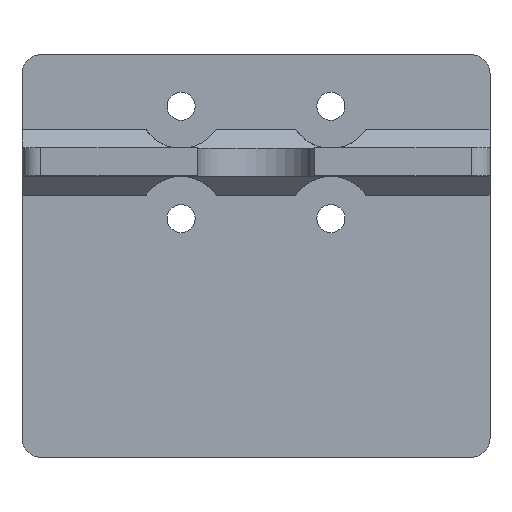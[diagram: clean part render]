
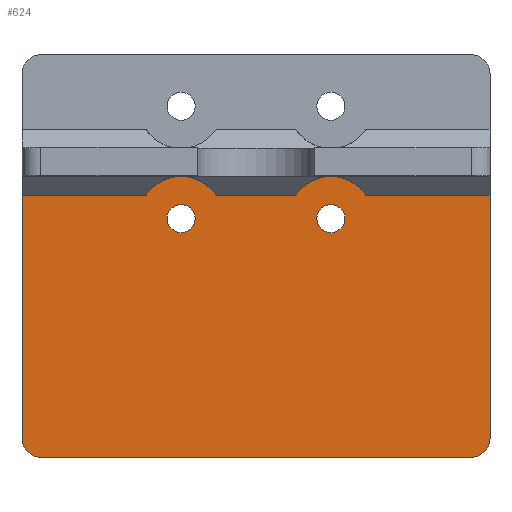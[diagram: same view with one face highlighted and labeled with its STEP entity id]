
A CAD part, top view. The second image highlights one B-rep face of the part: STEP entity #624.
In plain terms, the highlighted planar face has unit normal (0, 0, 1).
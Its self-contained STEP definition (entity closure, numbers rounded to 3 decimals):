
#25=FACE_BOUND('',#92,.T.);
#26=FACE_BOUND('',#93,.T.);
#34=PLANE('',#681);
#55=FACE_OUTER_BOUND('',#91,.T.);
#91=EDGE_LOOP('',(#454,#455,#456,#457,#458,#459,#460,#461,#462,#463));
#92=EDGE_LOOP('',(#464));
#93=EDGE_LOOP('',(#465));
#134=LINE('',#955,#192);
#143=LINE('',#987,#201);
#146=LINE('',#993,#204);
#147=LINE('',#997,#205);
#148=LINE('',#1001,#206);
#149=LINE('',#1003,#207);
#192=VECTOR('',#753,10.);
#201=VECTOR('',#782,10.);
#204=VECTOR('',#787,10.);
#205=VECTOR('',#790,10.);
#206=VECTOR('',#793,10.);
#207=VECTOR('',#794,10.);
#249=CIRCLE('',#678,2.);
#251=CIRCLE('',#682,4.5);
#252=CIRCLE('',#683,4.5);
#253=CIRCLE('',#684,2.);
#254=CIRCLE('',#685,1.5);
#255=CIRCLE('',#686,1.5);
#277=VERTEX_POINT('',#952);
#278=VERTEX_POINT('',#954);
#289=VERTEX_POINT('',#980);
#291=VERTEX_POINT('',#986);
#293=VERTEX_POINT('',#992);
#294=VERTEX_POINT('',#994);
#295=VERTEX_POINT('',#996);
#296=VERTEX_POINT('',#998);
#297=VERTEX_POINT('',#1000);
#298=VERTEX_POINT('',#1002);
#299=VERTEX_POINT('',#1005);
#300=VERTEX_POINT('',#1007);
#338=EDGE_CURVE('',#278,#277,#134,.T.);
#351=EDGE_CURVE('',#278,#289,#249,.T.);
#354=EDGE_CURVE('',#291,#289,#143,.T.);
#357=EDGE_CURVE('',#293,#277,#146,.T.);
#358=EDGE_CURVE('',#293,#294,#251,.T.);
#359=EDGE_CURVE('',#295,#294,#147,.T.);
#360=EDGE_CURVE('',#295,#296,#252,.T.);
#361=EDGE_CURVE('',#297,#296,#148,.T.);
#362=EDGE_CURVE('',#297,#298,#149,.T.);
#363=EDGE_CURVE('',#291,#298,#253,.T.);
#364=EDGE_CURVE('',#299,#299,#254,.T.);
#365=EDGE_CURVE('',#300,#300,#255,.T.);
#454=ORIENTED_EDGE('',*,*,#351,.F.);
#455=ORIENTED_EDGE('',*,*,#338,.T.);
#456=ORIENTED_EDGE('',*,*,#357,.F.);
#457=ORIENTED_EDGE('',*,*,#358,.T.);
#458=ORIENTED_EDGE('',*,*,#359,.F.);
#459=ORIENTED_EDGE('',*,*,#360,.T.);
#460=ORIENTED_EDGE('',*,*,#361,.F.);
#461=ORIENTED_EDGE('',*,*,#362,.T.);
#462=ORIENTED_EDGE('',*,*,#363,.F.);
#463=ORIENTED_EDGE('',*,*,#354,.T.);
#464=ORIENTED_EDGE('',*,*,#364,.T.);
#465=ORIENTED_EDGE('',*,*,#365,.T.);
#624=ADVANCED_FACE('',(#55,#25,#26),#34,.T.);
#678=AXIS2_PLACEMENT_3D('',#981,#775,#776);
#681=AXIS2_PLACEMENT_3D('',#991,#785,#786);
#682=AXIS2_PLACEMENT_3D('',#995,#788,#789);
#683=AXIS2_PLACEMENT_3D('',#999,#791,#792);
#684=AXIS2_PLACEMENT_3D('',#1004,#795,#796);
#685=AXIS2_PLACEMENT_3D('',#1006,#797,#798);
#686=AXIS2_PLACEMENT_3D('',#1008,#799,#800);
#753=DIRECTION('',(0.,1.,0.));
#775=DIRECTION('center_axis',(0.,0.,-1.));
#776=DIRECTION('ref_axis',(0.707,-0.707,0.));
#782=DIRECTION('',(1.,0.,0.));
#785=DIRECTION('center_axis',(0.,0.,1.));
#786=DIRECTION('ref_axis',(1.,0.,0.));
#787=DIRECTION('',(1.,0.,0.));
#788=DIRECTION('center_axis',(0.,0.,1.));
#789=DIRECTION('ref_axis',(-1.,0.,0.));
#790=DIRECTION('',(1.,0.,0.));
#791=DIRECTION('center_axis',(0.,0.,1.));
#792=DIRECTION('ref_axis',(-1.,0.,0.));
#793=DIRECTION('',(1.,0.,0.));
#794=DIRECTION('',(0.,-1.,0.));
#795=DIRECTION('center_axis',(0.,0.,-1.));
#796=DIRECTION('ref_axis',(-0.707,-0.707,0.));
#797=DIRECTION('center_axis',(0.,0.,-1.));
#798=DIRECTION('ref_axis',(-1.,0.,0.));
#799=DIRECTION('center_axis',(0.,0.,-1.));
#800=DIRECTION('ref_axis',(-1.,0.,0.));
#952=CARTESIAN_POINT('',(25.,6.5,3.));
#954=CARTESIAN_POINT('',(25.,-19.5,3.));
#955=CARTESIAN_POINT('',(25.,-21.5,3.));
#980=CARTESIAN_POINT('',(23.,-21.5,3.));
#981=CARTESIAN_POINT('Origin',(23.,-19.5,3.));
#986=CARTESIAN_POINT('',(-23.,-21.5,3.));
#987=CARTESIAN_POINT('',(-25.,-21.5,3.));
#991=CARTESIAN_POINT('Origin',(0.,0.,3.));
#992=CARTESIAN_POINT('',(11.742,6.5,3.));
#993=CARTESIAN_POINT('',(-12.5,6.5,3.));
#994=CARTESIAN_POINT('',(4.258,6.5,3.));
#995=CARTESIAN_POINT('Origin',(8.,4.,3.));
#996=CARTESIAN_POINT('',(-4.258,6.5,3.));
#997=CARTESIAN_POINT('',(-12.5,6.5,3.));
#998=CARTESIAN_POINT('',(-11.742,6.5,3.));
#999=CARTESIAN_POINT('Origin',(-8.,4.,3.));
#1000=CARTESIAN_POINT('',(-25.,6.5,3.));
#1001=CARTESIAN_POINT('',(-12.5,6.5,3.));
#1002=CARTESIAN_POINT('',(-25.,-19.5,3.));
#1003=CARTESIAN_POINT('',(-25.,21.5,3.));
#1004=CARTESIAN_POINT('Origin',(-23.,-19.5,3.));
#1005=CARTESIAN_POINT('',(-6.5,4.,3.));
#1006=CARTESIAN_POINT('Origin',(-8.,4.,3.));
#1007=CARTESIAN_POINT('',(9.5,4.,3.));
#1008=CARTESIAN_POINT('Origin',(8.,4.,3.));
